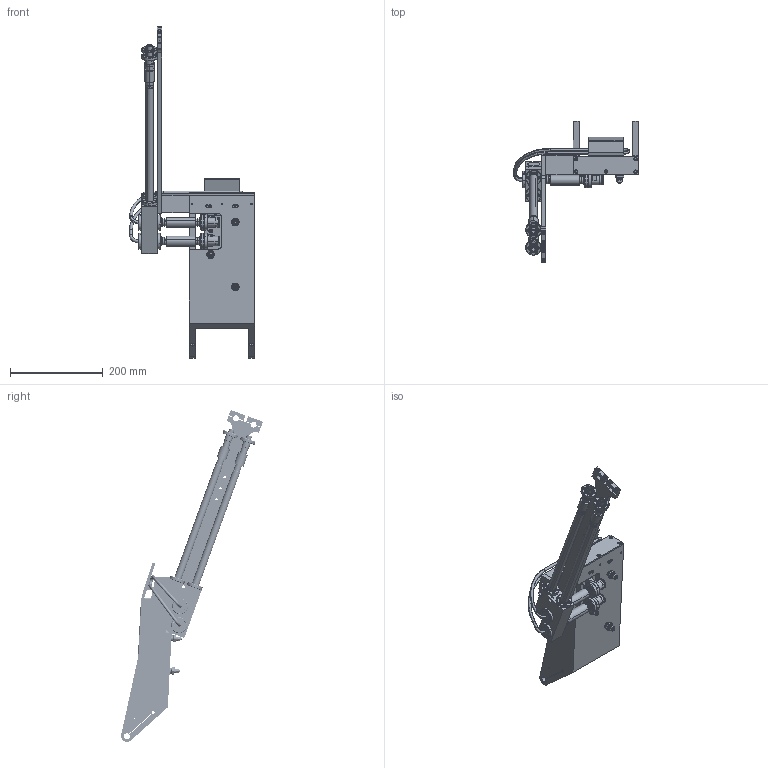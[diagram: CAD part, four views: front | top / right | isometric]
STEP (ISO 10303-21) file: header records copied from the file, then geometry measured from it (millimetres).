
FILE_DESCRIPTION(('OneSpaceDesigner STEP Export'),'2;1');
FILE_NAME('26B096.stp','2004-01-28T 9:59:56',(''),(''),'OneSpace Designer STEP processor (Jan. 2003) for AP214(CD)(Solid Model)','OneSpace Designer 12.00 10-Sep-2003 (C) CoCreate Software GmbH','');
FILE_SCHEMA(('AUTOMOTIVE_DESIGN_CC2 {1 2 10303 214 -1 1 5 1}'));
Length unit declared in the file: millimetre
Products named in the file (56): VAC_FLANGE_ROTATABLE_OUTER_RING_MINI_CFF2; FLANGE_TO_BELLOWS_ADAPTOR_304SST; VAC_TUBE_BELLOWS_STANDARD_84-52-4-EE; VAC_FLANGE_NON_ROT_MINI_CFF; AIR_GUARD_SUPPLY_TUBE_MACHINING; VAC_FLANGE_ROTATABLE_CORE_MINI_CFF2; MIRROR_COOLANT_FEEDTHRU_R_TUBE_WELDMENT.1; TUBE_TEFLON_WATER7-16x.065; SPEC_MIRROR_FEEDTHRU_ASSY; PREMIRROR_CRADLE_SST; OPTIC_V_MOUNT_FOOT; OPTIC_ADJUSTER_BODY; OPTIC_ADJUSTER_NUT; OPTIC_ADJUSTER_THDD_ROD6_32; OPTIC_MOUNT_SPRING; ADJUSTER_SHIM.005THK; PREMIRROR_MOUNTING_HDWE_SET_ASSY.2; PREMIRROR_MOUNTING_HDWE_SET_ASSY.1; PREMIRROR_MOUNTING_HDWE_SET_ASSY; MIRROR_MANIFOLD_AIRPLUG; MIRROR_MANIF_.304DIA_WELD_PLUG; MIRROR_MANIF_.242DIA_WELD_PLUG.1; MIRROR_MANIFOLD_BLOCK; MIRROR_MANIFOLD_ASSY; MINI_iCFF1; GRATING_MASK_COOLANT_TUBING; MINI_CFF1_CORE.1; GRATING_MASK_COOLING_LINE_ASSY; MONO_GRATING_MASK; MIRROR_MASK_BRAZE_SUB-ASSEMBLY; SMALL_FLEX_PIVOT_CLAMP4.1; MIRROR_SIGN_BAR; MIRROR_SIGN_BAR_SPACER; MIRROR_SINE_BAR_ASSY; MIRRORMASK_SCREW; MIRRORMASK_SCREW_2; MIRROR_MASK_SETSCREW; MIRROR_MASK_SETSCREW_2; GRATING_BODY; GRATING_FACE ...
Assembly tree (85 placements, depth 6):
  MIRROR_SYSTEM_ASSY.1
    MIRROR_CRADLE_ASSY
      MIRROR_CRADLE_END_PLATE
      MIRR_MASK_COOLANT_FEEDTHRU_S_ASSY_W_BELLOWS.2  x2
        GRATING_FEEDTHRU_BELLOWS_WELDMENT
          CUSTOM_MINI_CFF_ASSY
            CUSTOM_CORE_MINI_CFF
            MINI_OUTER_FLANGE_RING
          GRATING_COOLANT_FEEDTHRU_BELLOWS
          GRAT_FT_BELLOWS_NON_ROT_MINI_FLANGE
        MINI_CFF_GASKET
        FLANGED_TEFLON_TUBE
      MONO_GRATING_FROM_PAT.1
        GRATING_FITTING_WELDMENT.2  x2
          plug
          grating_fitting
        GRATING_FACE
        GRATING_BODY
      MIRROR_MASK_SETSCREW_2
      MIRROR_MASK_SETSCREW
      MIRRORMASK_SCREW_2
      MIRRORMASK_SCREW
      MIRROR_SINE_BAR_ASSY
        MIRROR_SIGN_BAR_SPACER
        MIRROR_SIGN_BAR
        SMALL_FLEX_PIVOT_CLAMP4.1  x2
      MIRROR_MASK_BRAZE_SUB-ASSEMBLY
        MONO_GRATING_MASK
        GRATING_MASK_COOLING_LINE_ASSY
          MINI_iCFF1  x2
          MINI_CFF1_CORE.1  x2
          GRATING_MASK_COOLANT_TUBING
      MIRROR_MANIFOLD_ASSY
        MIRROR_MANIF_.242DIA_WELD_PLUG.1  x3
        MIRROR_MANIFOLD_BLOCK
        MIRROR_MANIF_.304DIA_WELD_PLUG
        MIRROR_MANIFOLD_AIRPLUG
      PREMIRROR_MOUNTING_HDWE_SET_ASSY
        ADJUSTER_SHIM.005THK  x4
        OPTIC_MOUNT_SPRING
        OPTIC_ADJUSTER_THDD_ROD6_32
        OPTIC_ADJUSTER_NUT
        OPTIC_ADJUSTER_BODY
        OPTIC_V_MOUNT_FOOT
      PREMIRROR_MOUNTING_HDWE_SET_ASSY.1
        ADJUSTER_SHIM.005THK  x4
        OPTIC_MOUNT_SPRING
        OPTIC_ADJUSTER_THDD_ROD6_32
        OPTIC_ADJUSTER_NUT
        OPTIC_ADJUSTER_BODY
        OPTIC_V_MOUNT_FOOT
      PREMIRROR_MOUNTING_HDWE_SET_ASSY.2
        ADJUSTER_SHIM.005THK  x4
        OPTIC_MOUNT_SPRING
        OPTIC_ADJUSTER_THDD_ROD6_32
        OPTIC_ADJUSTER_NUT
        OPTIC_ADJUSTER_BODY
        OPTIC_V_MOUNT_FOOT
      PREMIRROR_CRADLE_SST
    SPEC_MIRROR_FEEDTHRU_ASSY
Bounding box: 269.16 x 305.63 x 715.09 mm (x, y, z)
Volume: 2221191.3 mm3; surface area: 658168.3 mm2
Topology: 81 solids, 81 shells, 2236 faces, 5635 edges, 3677 vertices
Faces by surface type: cylinder 1218, plane 564, cone 374, torus 70, sphere 6, bspline 4
Entity records: 59589 total; most frequent: CARTESIAN_POINT 25285, ORIENTED_EDGE 7774, DIRECTION 5481, EDGE_CURVE 3887, VERTEX_POINT 2550, AXIS2_PLACEMENT_3D 1988, EDGE_LOOP 1945, FACE_OUTER_BOUND 1531
